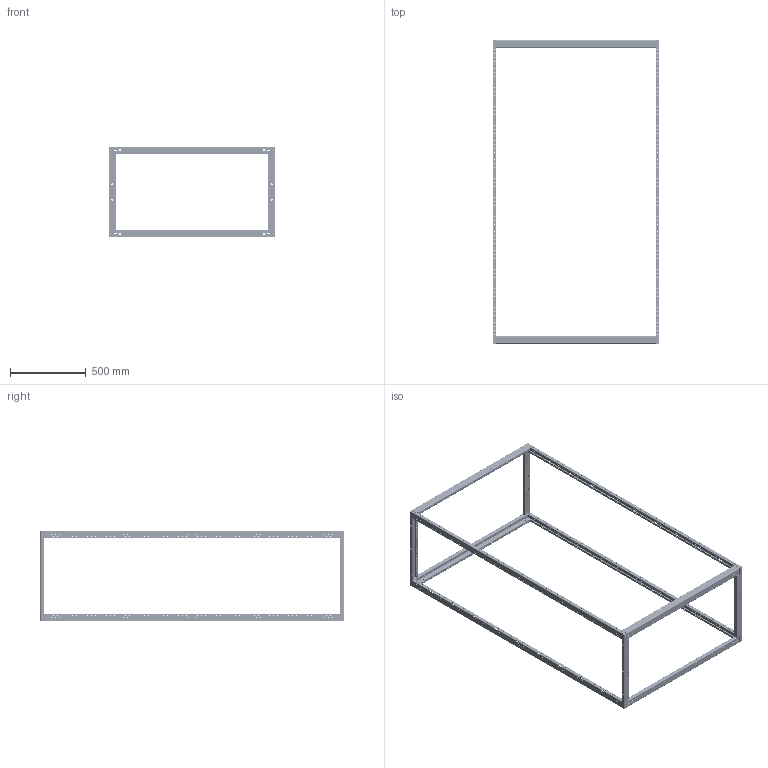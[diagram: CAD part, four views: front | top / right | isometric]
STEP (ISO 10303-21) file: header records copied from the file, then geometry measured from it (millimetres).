
FILE_DESCRIPTION(('STEP AP214'),'1');
FILE_NAME('cctmp_295C96D2-5C0E-4CC4-8034-22F709363FA7_2025_01_23_07_47_17_0336..stp','2025-01-23T06:47:23',('SIEMENS A&D'),('CADClick - www.CADClick.com'),'Spatial InterOp 3D',' ','unknown authorization');
FILE_SCHEMA(('AUTOMOTIVE_DESIGN'));
Length unit declared in the file: millimetre
Products named in the file (13): cc_unnamed; 2025_01_23_07_47_17_0199; 2025_01_23_07_47_17_0158; 2025_01_23_07_47_17_0077; 2025_01_23_07_47_17_0037; 2025_01_23_07_47_16_0961; 2025_01_23_07_47_16_0930; 2025_01_23_07_47_16_0854; 2025_01_23_07_47_16_0814; 2025_01_23_07_47_16_0732; 2025_01_23_07_47_16_0691; 2025_01_23_07_47_16_0617; 2025_01_23_07_47_16_0586
Assembly tree (12 placements, depth 2):
  cc_unnamed
    2025_01_23_07_47_17_0199
    2025_01_23_07_47_17_0158
    2025_01_23_07_47_17_0077
    2025_01_23_07_47_17_0037
    2025_01_23_07_47_16_0961
    2025_01_23_07_47_16_0930
    2025_01_23_07_47_16_0854
    2025_01_23_07_47_16_0814
    2025_01_23_07_47_16_0732
    2025_01_23_07_47_16_0691
    2025_01_23_07_47_16_0617
    2025_01_23_07_47_16_0586
Bounding box: 1100 x 2000 x 600 mm (x, y, z)
Volume: 4674743.4 mm3; surface area: 3954542.9 mm2
Topology: 84 solids, 84 shells, 6652 faces, 19268 edges, 12760 vertices
Faces by surface type: cylinder 5344, plane 1116, cone 192
Entity records: 289714 total; most frequent: DIRECTION 43318, CARTESIAN_POINT 39917, ORIENTED_EDGE 38536, EDGE_CURVE 19268, AXIS2_PLACEMENT_3D 17457, VERTEX_POINT 12760, EDGE_LOOP 11588, CIRCLE 10792
